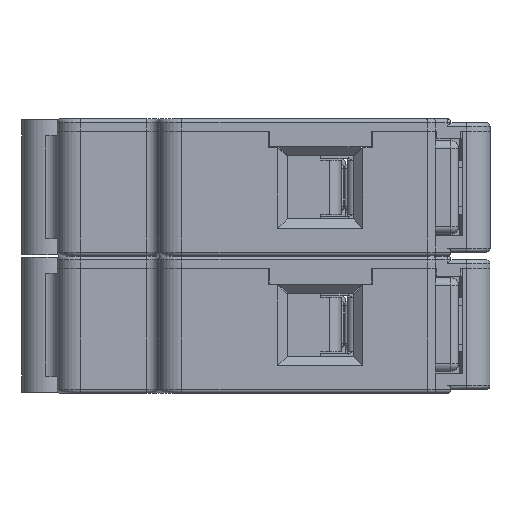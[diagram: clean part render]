
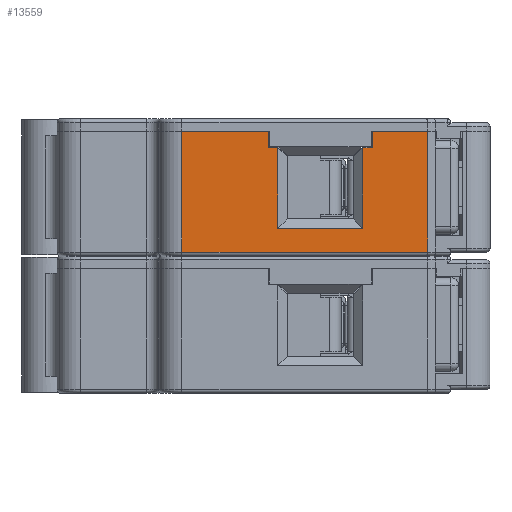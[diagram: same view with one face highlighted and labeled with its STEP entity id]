
A CAD part, left-side view. The second image highlights one B-rep face of the part: STEP entity #13559.
In plain terms, the highlighted planar face has unit normal (-1, 0, 0).
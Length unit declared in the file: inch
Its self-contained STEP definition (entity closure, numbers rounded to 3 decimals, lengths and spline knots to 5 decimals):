
#347 = CARTESIAN_POINT ( 'NONE',  ( -1.52559, -0.49803, 0.23228 ) ) ;
#1293 = DIRECTION ( 'NONE',  ( 0., 0., -1. ) ) ;
#2056 = DIRECTION ( 'NONE',  ( 0., 0., 1. ) ) ;
#2776 = CARTESIAN_POINT ( 'NONE',  ( -1.52559, -0.02165, 0.23228 ) ) ;
#4267 = EDGE_CURVE ( 'NONE', #46206, #11476, #79461, .T. ) ;
#4940 = EDGE_CURVE ( 'NONE', #74506, #73939, #49285, .T. ) ;
#5881 = CARTESIAN_POINT ( 'NONE',  ( -1.52559, 0.02559, 0.23228 ) ) ;
#7869 = ORIENTED_EDGE ( 'NONE', *, *, #37478, .F. ) ;
#9382 = DIRECTION ( 'NONE',  ( 1., 0., 0. ) ) ;
#9978 = LINE ( 'NONE', #42780, #61356 ) ;
#10780 = VECTOR ( 'NONE', #51269, 39.37008 ) ;
#11476 = VERTEX_POINT ( 'NONE', #37043 ) ;
#13559 = ADVANCED_FACE ( 'NONE', ( #55612 ), #69966, .F. ) ;
#13657 = EDGE_CURVE ( 'NONE', #74506, #45950, #83399, .T. ) ;
#14426 = ORIENTED_EDGE ( 'NONE', *, *, #4940, .T. ) ;
#15396 = CARTESIAN_POINT ( 'NONE',  ( -1.52559, 1.09252, 0.31496 ) ) ;
#15493 = DIRECTION ( 'NONE',  ( 0., -1., 0. ) ) ;
#16105 = CARTESIAN_POINT ( 'NONE',  ( -1.52559, 1.09252, 0.31496 ) ) ;
#16478 = CARTESIAN_POINT ( 'NONE',  ( -1.52559, 0.4626, 0.31496 ) ) ;
#18211 = VECTOR ( 'NONE', #42768, 39.37008 ) ;
#19022 = VECTOR ( 'NONE', #74030, 39.37008 ) ;
#20150 = CARTESIAN_POINT ( 'NONE',  ( -1.52559, 0.02559, 0.23228 ) ) ;
#20181 = ORIENTED_EDGE ( 'NONE', *, *, #87916, .T. ) ;
#20544 = VERTEX_POINT ( 'NONE', #2776 ) ;
#22263 = VERTEX_POINT ( 'NONE', #66687 ) ;
#22919 = EDGE_CURVE ( 'NONE', #87361, #36172, #9978, .T. ) ;
#24321 = LINE ( 'NONE', #51720, #10780 ) ;
#25213 = ORIENTED_EDGE ( 'NONE', *, *, #37777, .T. ) ;
#25615 = CARTESIAN_POINT ( 'NONE',  ( -1.52559, -0.02165, -0.1752 ) ) ;
#26017 = CARTESIAN_POINT ( 'NONE',  ( -1.52559, -0.40354, 0.23228 ) ) ;
#26806 = CARTESIAN_POINT ( 'NONE',  ( -1.52559, 1.09252, -0.1752 ) ) ;
#26910 = LINE ( 'NONE', #26017, #62160 ) ;
#28145 = ORIENTED_EDGE ( 'NONE', *, *, #4267, .T. ) ;
#29883 = VERTEX_POINT ( 'NONE', #20150 ) ;
#30227 = ORIENTED_EDGE ( 'NONE', *, *, #66692, .T. ) ;
#30255 = VECTOR ( 'NONE', #39532, 39.37008 ) ;
#32269 = CARTESIAN_POINT ( 'NONE',  ( -1.52559, 0.02559, 0.23228 ) ) ;
#33236 = LINE ( 'NONE', #5881, #19022 ) ;
#36172 = VERTEX_POINT ( 'NONE', #40716 ) ;
#37043 = CARTESIAN_POINT ( 'NONE',  ( -1.52559, -0.45079, -0.1752 ) ) ;
#37478 = EDGE_CURVE ( 'NONE', #46206, #87361, #26910, .T. ) ;
#37776 = CARTESIAN_POINT ( 'NONE',  ( -1.52559, -0.45079, 0.31496 ) ) ;
#37777 = EDGE_CURVE ( 'NONE', #11476, #46902, #39404, .T. ) ;
#39404 = LINE ( 'NONE', #26806, #50081 ) ;
#39532 = DIRECTION ( 'NONE',  ( 0., 0., -1. ) ) ;
#40716 = CARTESIAN_POINT ( 'NONE',  ( -1.52559, -0.49803, 0.31496 ) ) ;
#42768 = DIRECTION ( 'NONE',  ( 0., -1., 0. ) ) ;
#42780 = CARTESIAN_POINT ( 'NONE',  ( -1.52559, -0.49803, 0.23228 ) ) ;
#45575 = VECTOR ( 'NONE', #2056, 39.37008 ) ;
#45818 = ORIENTED_EDGE ( 'NONE', *, *, #13657, .F. ) ;
#45950 = VERTEX_POINT ( 'NONE', #52658 ) ;
#46206 = VERTEX_POINT ( 'NONE', #59225 ) ;
#46393 = AXIS2_PLACEMENT_3D ( 'NONE', #16105, #9382, #64105 ) ;
#46902 = VERTEX_POINT ( 'NONE', #25615 ) ;
#47406 = CARTESIAN_POINT ( 'NONE',  ( -1.52559, -0.77756, 0.31496 ) ) ;
#48389 = VECTOR ( 'NONE', #15493, 39.37008 ) ;
#48958 = VERTEX_POINT ( 'NONE', #47406 ) ;
#49285 = LINE ( 'NONE', #16478, #51849 ) ;
#50081 = VECTOR ( 'NONE', #80199, 39.37008 ) ;
#50461 = CARTESIAN_POINT ( 'NONE',  ( -1.52559, -0.02165, 0.31496 ) ) ;
#51156 = EDGE_CURVE ( 'NONE', #36172, #48958, #51695, .T. ) ;
#51269 = DIRECTION ( 'NONE',  ( 0., 0., 1. ) ) ;
#51695 = LINE ( 'NONE', #15396, #18211 ) ;
#51720 = CARTESIAN_POINT ( 'NONE',  ( -1.52559, -0.77756, -0.31496 ) ) ;
#51849 = VECTOR ( 'NONE', #1293, 39.37008 ) ;
#52658 = CARTESIAN_POINT ( 'NONE',  ( -1.52559, 0.02559, 0.31496 ) ) ;
#54296 = DIRECTION ( 'NONE',  ( 0., -1., 0. ) ) ;
#55612 = FACE_OUTER_BOUND ( 'NONE', #57065, .T. ) ;
#57065 = EDGE_LOOP ( 'NONE', ( #14426, #62990, #20181, #60028, #62533, #7869, #28145, #25213, #30227, #85330, #76392, #45818 ) ) ;
#57170 = LINE ( 'NONE', #50461, #45575 ) ;
#57529 = DIRECTION ( 'NONE',  ( 0., 0., 1. ) ) ;
#59225 = CARTESIAN_POINT ( 'NONE',  ( -1.52559, -0.45079, 0.23228 ) ) ;
#60028 = ORIENTED_EDGE ( 'NONE', *, *, #51156, .F. ) ;
#60732 = VECTOR ( 'NONE', #75793, 39.37008 ) ;
#61356 = VECTOR ( 'NONE', #57529, 39.37008 ) ;
#62160 = VECTOR ( 'NONE', #54296, 39.37008 ) ;
#62533 = ORIENTED_EDGE ( 'NONE', *, *, #22919, .F. ) ;
#62990 = ORIENTED_EDGE ( 'NONE', *, *, #66685, .T. ) ;
#63492 = LINE ( 'NONE', #64350, #48389 ) ;
#64105 = DIRECTION ( 'NONE',  ( 0., 1., 0. ) ) ;
#64350 = CARTESIAN_POINT ( 'NONE',  ( -1.52559, 1.09252, -0.29528 ) ) ;
#66685 = EDGE_CURVE ( 'NONE', #73939, #22263, #63492, .T. ) ;
#66687 = CARTESIAN_POINT ( 'NONE',  ( -1.52559, -0.77756, -0.29528 ) ) ;
#66692 = EDGE_CURVE ( 'NONE', #46902, #20544, #57170, .T. ) ;
#67653 = VECTOR ( 'NONE', #73958, 39.37008 ) ;
#69296 = CARTESIAN_POINT ( 'NONE',  ( -1.52559, 0.4626, -0.29528 ) ) ;
#69966 = PLANE ( 'NONE',  #46393 ) ;
#73527 = LINE ( 'NONE', #32269, #67653 ) ;
#73939 = VERTEX_POINT ( 'NONE', #69296 ) ;
#73958 = DIRECTION ( 'NONE',  ( 0., 0., 1. ) ) ;
#74030 = DIRECTION ( 'NONE',  ( 0., -1., 0. ) ) ;
#74506 = VERTEX_POINT ( 'NONE', #79749 ) ;
#75397 = EDGE_CURVE ( 'NONE', #29883, #20544, #33236, .T. ) ;
#75793 = DIRECTION ( 'NONE',  ( 0., -1., 0. ) ) ;
#76392 = ORIENTED_EDGE ( 'NONE', *, *, #82213, .T. ) ;
#77551 = CARTESIAN_POINT ( 'NONE',  ( -1.52559, 1.09252, 0.31496 ) ) ;
#79461 = LINE ( 'NONE', #37776, #30255 ) ;
#79749 = CARTESIAN_POINT ( 'NONE',  ( -1.52559, 0.4626, 0.31496 ) ) ;
#80199 = DIRECTION ( 'NONE',  ( 0., 1., 0. ) ) ;
#82213 = EDGE_CURVE ( 'NONE', #29883, #45950, #73527, .T. ) ;
#83399 = LINE ( 'NONE', #77551, #60732 ) ;
#85330 = ORIENTED_EDGE ( 'NONE', *, *, #75397, .F. ) ;
#87361 = VERTEX_POINT ( 'NONE', #347 ) ;
#87916 = EDGE_CURVE ( 'NONE', #22263, #48958, #24321, .T. ) ;
